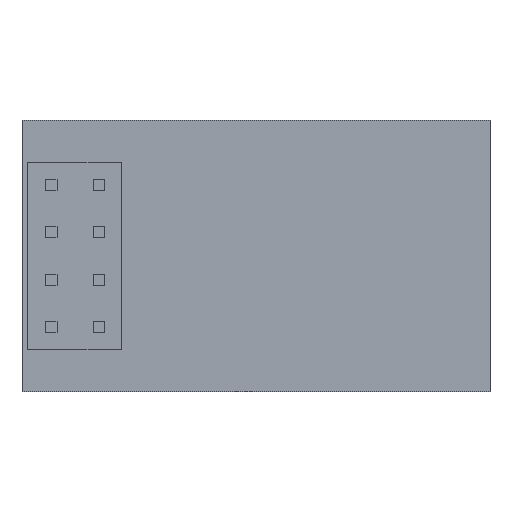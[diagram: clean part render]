
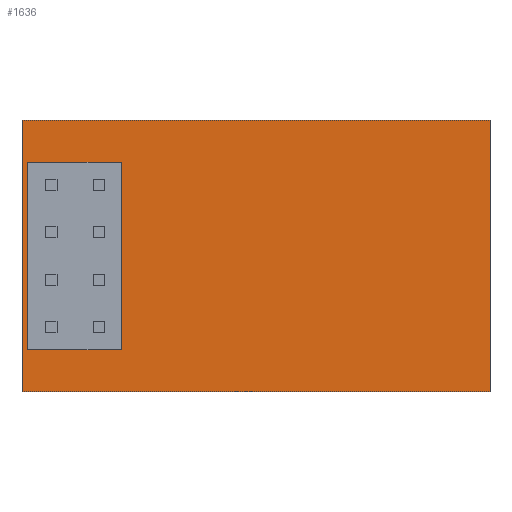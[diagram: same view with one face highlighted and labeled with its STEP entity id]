
A CAD part, front view. The second image highlights one B-rep face of the part: STEP entity #1636.
In plain terms, the highlighted planar face has unit normal (0, -1, 0).
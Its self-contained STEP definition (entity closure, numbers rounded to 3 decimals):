
#31=FACE_BOUND('',#230,.T.);
#122=FACE_OUTER_BOUND('',#229,.T.);
#229=EDGE_LOOP('',(#1447,#1448,#1449,#1450));
#230=EDGE_LOOP('',(#1451,#1452,#1453,#1454));
#423=LINE('',#2546,#639);
#427=LINE('',#2554,#643);
#430=LINE('',#2560,#646);
#433=LINE('',#2565,#649);
#435=LINE('',#2571,#651);
#439=LINE('',#2579,#655);
#442=LINE('',#2585,#658);
#445=LINE('',#2590,#661);
#639=VECTOR('',#2098,10.);
#643=VECTOR('',#2104,10.);
#646=VECTOR('',#2109,10.);
#649=VECTOR('',#2114,10.);
#651=VECTOR('',#2120,10.);
#655=VECTOR('',#2126,10.);
#658=VECTOR('',#2131,10.);
#661=VECTOR('',#2136,10.);
#791=VERTEX_POINT('',#2544);
#792=VERTEX_POINT('',#2545);
#795=VERTEX_POINT('',#2553);
#797=VERTEX_POINT('',#2559);
#799=VERTEX_POINT('',#2569);
#800=VERTEX_POINT('',#2570);
#803=VERTEX_POINT('',#2578);
#805=VERTEX_POINT('',#2584);
#999=EDGE_CURVE('',#791,#792,#423,.T.);
#1003=EDGE_CURVE('',#792,#795,#427,.T.);
#1006=EDGE_CURVE('',#795,#797,#430,.T.);
#1009=EDGE_CURVE('',#797,#791,#433,.T.);
#1011=EDGE_CURVE('',#799,#800,#435,.T.);
#1015=EDGE_CURVE('',#803,#799,#439,.T.);
#1018=EDGE_CURVE('',#805,#803,#442,.T.);
#1021=EDGE_CURVE('',#800,#805,#445,.T.);
#1447=ORIENTED_EDGE('',*,*,#1021,.F.);
#1448=ORIENTED_EDGE('',*,*,#1011,.F.);
#1449=ORIENTED_EDGE('',*,*,#1015,.F.);
#1450=ORIENTED_EDGE('',*,*,#1018,.F.);
#1451=ORIENTED_EDGE('',*,*,#999,.T.);
#1452=ORIENTED_EDGE('',*,*,#1003,.T.);
#1453=ORIENTED_EDGE('',*,*,#1006,.T.);
#1454=ORIENTED_EDGE('',*,*,#1009,.T.);
#1545=PLANE('',#1741);
#1636=ADVANCED_FACE('',(#122,#31),#1545,.F.);
#1741=AXIS2_PLACEMENT_3D('',#2593,#2140,#2141);
#2098=DIRECTION('',(-1.,0.,0.));
#2104=DIRECTION('',(0.,0.,1.));
#2109=DIRECTION('',(1.,0.,0.));
#2114=DIRECTION('',(0.,0.,-1.));
#2120=DIRECTION('',(1.,0.,0.));
#2126=DIRECTION('',(0.,0.,1.));
#2131=DIRECTION('',(-1.,0.,0.));
#2136=DIRECTION('',(0.,0.,-1.));
#2140=DIRECTION('center_axis',(0.,1.,0.));
#2141=DIRECTION('ref_axis',(1.,0.,0.));
#2544=CARTESIAN_POINT('',(-7.2,0.,-5.));
#2545=CARTESIAN_POINT('',(-12.2,0.,-5.));
#2546=CARTESIAN_POINT('',(-6.1,0.,-5.));
#2553=CARTESIAN_POINT('',(-12.2,0.,5.));
#2554=CARTESIAN_POINT('',(-12.2,0.,2.5));
#2559=CARTESIAN_POINT('',(-7.2,0.,5.));
#2560=CARTESIAN_POINT('',(-3.6,0.,5.));
#2565=CARTESIAN_POINT('',(-7.2,0.,-2.5));
#2569=CARTESIAN_POINT('',(-12.5,0.,7.25));
#2570=CARTESIAN_POINT('',(12.5,0.,7.25));
#2571=CARTESIAN_POINT('',(-12.5,0.,7.25));
#2578=CARTESIAN_POINT('',(-12.5,0.,-7.25));
#2579=CARTESIAN_POINT('',(-12.5,0.,-7.25));
#2584=CARTESIAN_POINT('',(12.5,0.,-7.25));
#2585=CARTESIAN_POINT('',(12.5,0.,-7.25));
#2590=CARTESIAN_POINT('',(12.5,0.,7.25));
#2593=CARTESIAN_POINT('Origin',(0.,0.,0.));
